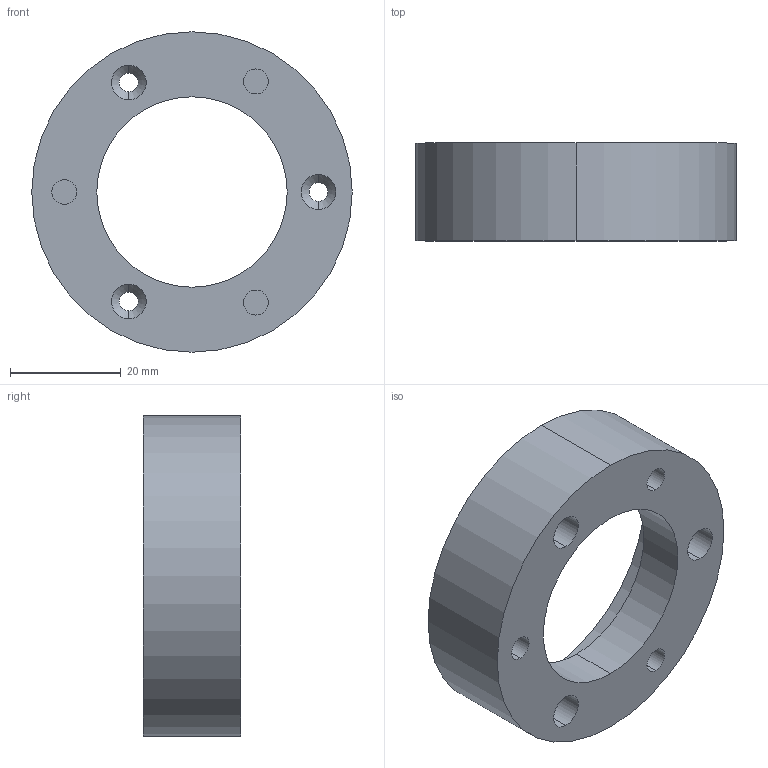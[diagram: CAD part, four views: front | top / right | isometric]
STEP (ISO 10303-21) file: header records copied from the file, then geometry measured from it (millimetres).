
FILE_DESCRIPTION (( 'STEP AP203' ), '1' );
FILE_NAME ('fixeur plastique.STEP', '2021-02-24T01:06:25', ( '' ), ( '' ), 'SwSTEP 2.0', 'SolidWorks 2019', '' );
FILE_SCHEMA (( 'CONFIG_CONTROL_DESIGN' ));
Length unit declared in the file: millimetre
Products named in the file (1): fixeur plastique
Bounding box: 58 x 17.7 x 58 mm (x, y, z)
Volume: 17792.9 mm3; surface area: 9731.1 mm2
Topology: 1 solids, 1 shells, 36 faces, 78 edges, 48 vertices
Faces by surface type: cylinder 24, cone 6, plane 6
Entity records: 1087 total; most frequent: DIRECTION 200, CARTESIAN_POINT 163, ORIENTED_EDGE 156, AXIS2_PLACEMENT_3D 85, EDGE_CURVE 78, VERTEX_POINT 48, EDGE_LOOP 48, CIRCLE 48
